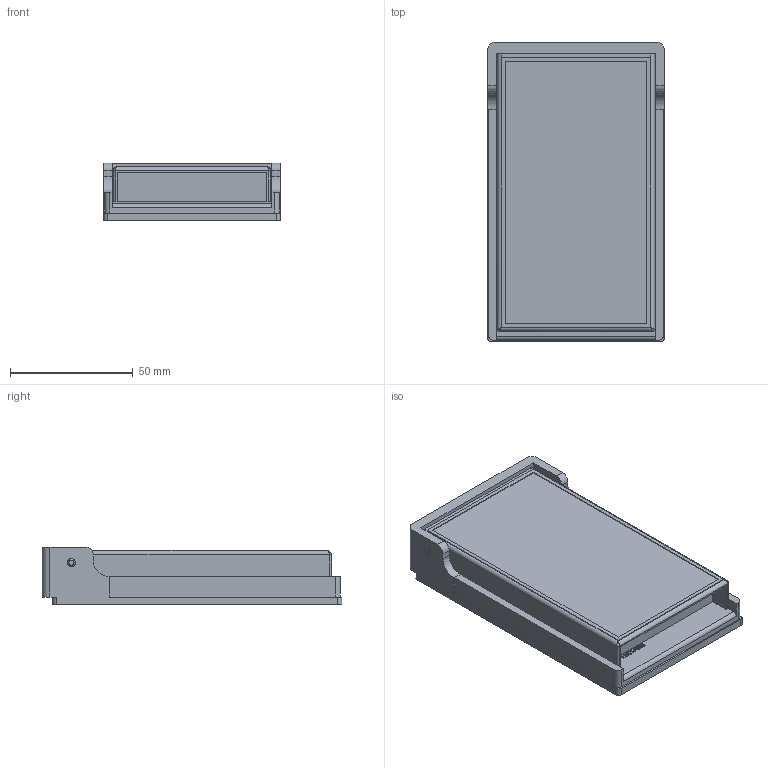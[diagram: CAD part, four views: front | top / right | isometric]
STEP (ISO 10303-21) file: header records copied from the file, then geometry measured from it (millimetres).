
FILE_DESCRIPTION (( 'STEP AP214' ), '1' );
FILE_NAME ('CATSTD-04980-0GY-M01.STEP', '2019-11-18T20:02:30', ( '' ), ( '' ), 'SwSTEP 2.0', 'SolidWorks 2017', '' );
FILE_SCHEMA (( 'AUTOMOTIVE_DESIGN' ));
Length unit declared in the file: inch
Products named in the file (2): CATSTD-04980-0GY-M01
Bounding box: 71.88 x 121.84 x 23.5 mm (x, y, z)
Volume: 159145.1 mm3; surface area: 46455.5 mm2
Topology: 1 solids, 1 shells, 162 faces, 391 edges, 256 vertices
Faces by surface type: plane 113, cylinder 36, bspline 11, cone 2
Full cylindrical faces by diameter (mm): 3.175 x4, 3.429 x2, 3.962 x6, 4.572 x2, 7.366 x2, 38.1 x1, 40.081 x1
Entity records: 5222 total; most frequent: CARTESIAN_POINT 1500, ORIENTED_EDGE 730, DIRECTION 719, EDGE_CURVE 365, LINE 273, VECTOR 273, VERTEX_POINT 252, AXIS2_PLACEMENT_3D 223
